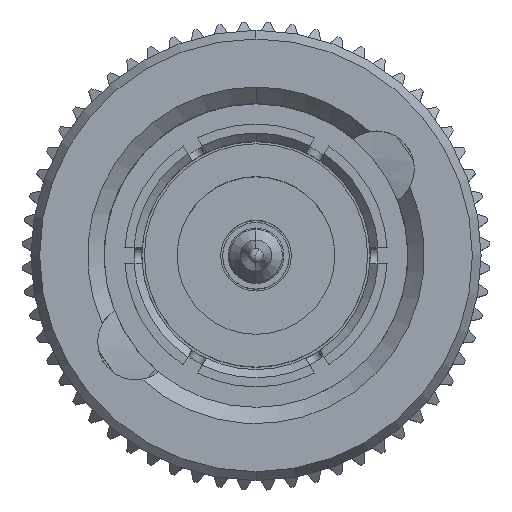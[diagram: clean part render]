
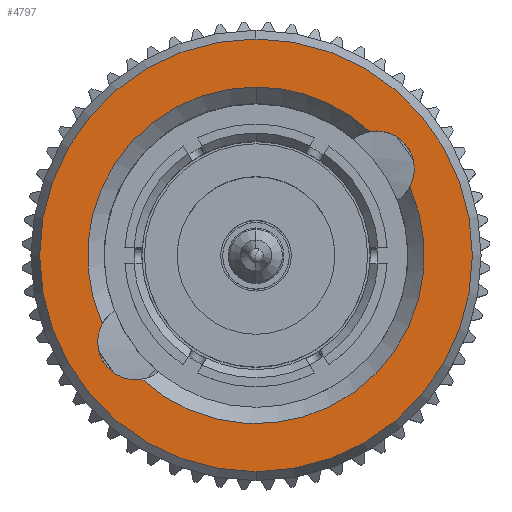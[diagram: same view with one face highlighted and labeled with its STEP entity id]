
A CAD part, top view. The second image highlights one B-rep face of the part: STEP entity #4797.
In plain terms, the highlighted face is planar.
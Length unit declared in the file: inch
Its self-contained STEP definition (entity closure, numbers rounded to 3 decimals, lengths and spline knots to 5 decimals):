
#205 = DIRECTION ( 'NONE',  ( 1., 0., 0. ) ) ;
#453 = CIRCLE ( 'NONE', #9727, 0.20494 ) ;
#934 = ORIENTED_EDGE ( 'NONE', *, *, #8211, .T. ) ;
#1011 = CARTESIAN_POINT ( 'NONE',  ( 0.33873, 0., 0. ) ) ;
#1044 = ORIENTED_EDGE ( 'NONE', *, *, #12944, .T. ) ;
#1134 = AXIS2_PLACEMENT_3D ( 'NONE', #7610, #7800, #3507 ) ;
#1436 = VERTEX_POINT ( 'NONE', #14289 ) ;
#1770 = CARTESIAN_POINT ( 'NONE',  ( 0.33873, 0.13882, -0.15077 ) ) ;
#1799 = CARTESIAN_POINT ( 'NONE',  ( 0.33873, -0.13882, 0.15077 ) ) ;
#2333 = FACE_BOUND ( 'NONE', #6152, .T. ) ;
#2439 = EDGE_CURVE ( 'NONE', #9893, #12743, #453, .T. ) ;
#2560 = DIRECTION ( 'NONE',  ( 1., 0., 0. ) ) ;
#2643 = ORIENTED_EDGE ( 'NONE', *, *, #15521, .T. ) ;
#3041 = ORIENTED_EDGE ( 'NONE', *, *, #6974, .T. ) ;
#3363 = ORIENTED_EDGE ( 'NONE', *, *, #13515, .F. ) ;
#3412 = FACE_OUTER_BOUND ( 'NONE', #11126, .T. ) ;
#3507 = DIRECTION ( 'NONE',  ( 0., 0., -1. ) ) ;
#3877 = CIRCLE ( 'NONE', #10573, 0.26339 ) ;
#3906 = DIRECTION ( 'NONE',  ( 0., 0., 1. ) ) ;
#4077 = CARTESIAN_POINT ( 'NONE',  ( 0.33873, 0., 0. ) ) ;
#4256 = CIRCLE ( 'NONE', #11795, 0.20494 ) ;
#4563 = VERTEX_POINT ( 'NONE', #12761 ) ;
#4681 = ORIENTED_EDGE ( 'NONE', *, *, #15983, .T. ) ;
#4797 = ADVANCED_FACE ( 'NONE', ( #2333, #3412 ), #8960, .F. ) ;
#5186 = DIRECTION ( 'NONE',  ( 0., 0., -1. ) ) ;
#5262 = CIRCLE ( 'NONE', #13070, 0.20494 ) ;
#5331 = CARTESIAN_POINT ( 'NONE',  ( 0.33873, 0., 0.20494 ) ) ;
#5532 = CIRCLE ( 'NONE', #12201, 0.04611 ) ;
#5564 = DIRECTION ( 'NONE',  ( 1., 0., 0. ) ) ;
#6152 = EDGE_LOOP ( 'NONE', ( #4681, #3041, #11796, #934, #1044, #2643 ) ) ;
#6547 = DIRECTION ( 'NONE',  ( 1., 0., 0. ) ) ;
#6901 = CIRCLE ( 'NONE', #17005, 0.04611 ) ;
#6974 = EDGE_CURVE ( 'NONE', #7444, #9893, #5532, .T. ) ;
#7213 = DIRECTION ( 'NONE',  ( 1., 0., 0. ) ) ;
#7444 = VERTEX_POINT ( 'NONE', #1770 ) ;
#7610 = CARTESIAN_POINT ( 'NONE',  ( 0.33873, 0., -0.26339 ) ) ;
#7706 = CIRCLE ( 'NONE', #12330, 0.04611 ) ;
#7800 = DIRECTION ( 'NONE',  ( 1., 0., 0. ) ) ;
#8211 = EDGE_CURVE ( 'NONE', #12743, #10168, #5262, .T. ) ;
#8960 = PLANE ( 'NONE',  #1134 ) ;
#9559 = DIRECTION ( 'NONE',  ( 0., 0., 1. ) ) ;
#9727 = AXIS2_PLACEMENT_3D ( 'NONE', #1011, #12165, #12256 ) ;
#9893 = VERTEX_POINT ( 'NONE', #15967 ) ;
#10168 = VERTEX_POINT ( 'NONE', #1799 ) ;
#10520 = ORIENTED_EDGE ( 'NONE', *, *, #11512, .F. ) ;
#10573 = AXIS2_PLACEMENT_3D ( 'NONE', #12356, #2560, #5186 ) ;
#10938 = DIRECTION ( 'NONE',  ( 0., 0., 1. ) ) ;
#11004 = VERTEX_POINT ( 'NONE', #11937 ) ;
#11126 = EDGE_LOOP ( 'NONE', ( #3363, #10520 ) ) ;
#11512 = EDGE_CURVE ( 'NONE', #4563, #1436, #3877, .T. ) ;
#11553 = DIRECTION ( 'NONE',  ( 0., 0., 1. ) ) ;
#11641 = CARTESIAN_POINT ( 'NONE',  ( 0.33873, -0.14666, 0.10533 ) ) ;
#11769 = AXIS2_PLACEMENT_3D ( 'NONE', #4077, #6547, #13433 ) ;
#11795 = AXIS2_PLACEMENT_3D ( 'NONE', #16347, #14036, #3906 ) ;
#11796 = ORIENTED_EDGE ( 'NONE', *, *, #2439, .T. ) ;
#11937 = CARTESIAN_POINT ( 'NONE',  ( 0.33873, -0.18721, 0.08339 ) ) ;
#12165 = DIRECTION ( 'NONE',  ( 1., 0., 0. ) ) ;
#12201 = AXIS2_PLACEMENT_3D ( 'NONE', #12821, #12734, #14360 ) ;
#12256 = DIRECTION ( 'NONE',  ( 0., 0., 1. ) ) ;
#12330 = AXIS2_PLACEMENT_3D ( 'NONE', #11641, #7213, #11553 ) ;
#12356 = CARTESIAN_POINT ( 'NONE',  ( 0.33873, 0., 0. ) ) ;
#12734 = DIRECTION ( 'NONE',  ( 1., 0., 0. ) ) ;
#12743 = VERTEX_POINT ( 'NONE', #5331 ) ;
#12761 = CARTESIAN_POINT ( 'NONE',  ( 0.33873, 0., 0.26339 ) ) ;
#12821 = CARTESIAN_POINT ( 'NONE',  ( 0.33873, 0.14666, -0.10533 ) ) ;
#12944 = EDGE_CURVE ( 'NONE', #10168, #14203, #7706, .T. ) ;
#13070 = AXIS2_PLACEMENT_3D ( 'NONE', #16446, #205, #9559 ) ;
#13433 = DIRECTION ( 'NONE',  ( 0., 0., -1. ) ) ;
#13515 = EDGE_CURVE ( 'NONE', #1436, #4563, #13790, .T. ) ;
#13790 = CIRCLE ( 'NONE', #11769, 0.26339 ) ;
#14036 = DIRECTION ( 'NONE',  ( 1., 0., 0. ) ) ;
#14203 = VERTEX_POINT ( 'NONE', #16767 ) ;
#14289 = CARTESIAN_POINT ( 'NONE',  ( 0.33873, 0., -0.26339 ) ) ;
#14360 = DIRECTION ( 'NONE',  ( 0., 0., 1. ) ) ;
#15521 = EDGE_CURVE ( 'NONE', #14203, #11004, #6901, .T. ) ;
#15967 = CARTESIAN_POINT ( 'NONE',  ( 0.33873, 0.18721, -0.08339 ) ) ;
#15983 = EDGE_CURVE ( 'NONE', #11004, #7444, #4256, .T. ) ;
#16347 = CARTESIAN_POINT ( 'NONE',  ( 0.33873, 0., 0. ) ) ;
#16371 = CARTESIAN_POINT ( 'NONE',  ( 0.33873, -0.14666, 0.10533 ) ) ;
#16446 = CARTESIAN_POINT ( 'NONE',  ( 0.33873, 0., 0. ) ) ;
#16767 = CARTESIAN_POINT ( 'NONE',  ( 0.33873, -0.14666, 0.15144 ) ) ;
#17005 = AXIS2_PLACEMENT_3D ( 'NONE', #16371, #5564, #10938 ) ;
